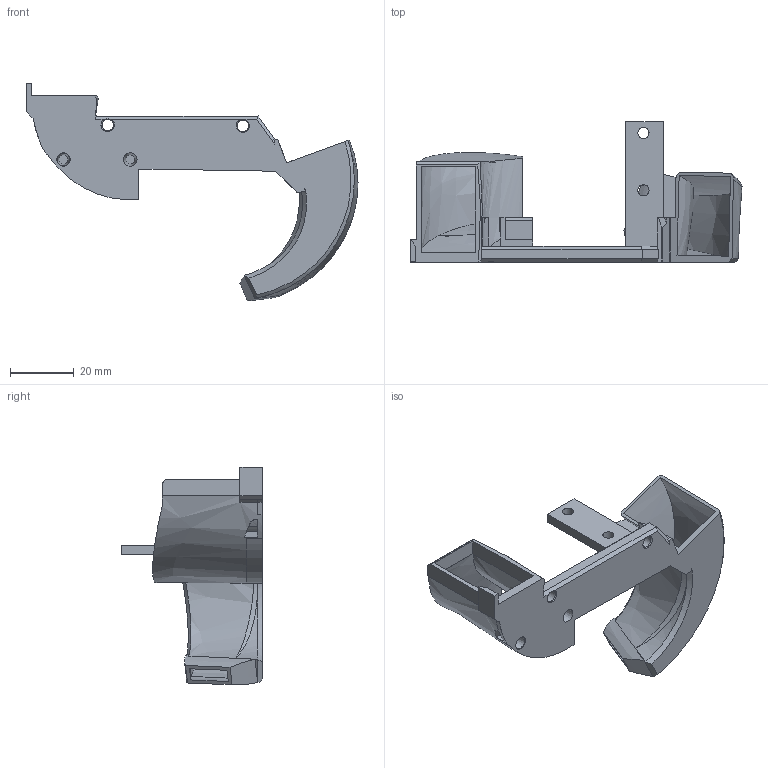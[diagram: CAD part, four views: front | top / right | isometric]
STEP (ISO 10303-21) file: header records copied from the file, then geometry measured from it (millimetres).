
FILE_DESCRIPTION(/* description */ ('','CAx-IF Rec.Pracs.---Representation and Presentation of Product Manufacturing Information (PMI)---4.0---2014-10-13'),/* implementation_level */ '2;1');
FILE_NAME(/* name */ 'Pellet-Extruder-Fan-Duct.step',/* time_stamp */ '2024-12-08T19:54:18+01:00',/* author */ (''),/* organization */ (''),/* preprocessor_version */ 'ST-DEVELOPER v20',/* originating_system */ 'Autodesk Translation Framework v13.20.0.188',/* authorisation */ '');
FILE_SCHEMA (('AP242_MANAGED_MODEL_BASED_3D_ENGINEERING_MIM_LF { 1 0 10303 442 1 1 4 }'));
Length unit declared in the file: millimetre
Products named in the file (1): Adapter Datei Gehäuse V5
Bounding box: 104.38 x 44.16 x 68.42 mm (x, y, z)
Volume: 18834.5 mm3; surface area: 19865.1 mm2
Topology: 1 solids, 1 shells, 189 faces, 559 edges, 368 vertices
Faces by surface type: plane 120, bspline 50, cylinder 14, cone 5
Full cylindrical faces by diameter (mm): 2.9 x2, 3.5 x2, 3.6 x2
Entity records: 9307 total; most frequent: CARTESIAN_POINT 4765, ORIENTED_EDGE 1118, DIRECTION 655, EDGE_CURVE 559, VERTEX_POINT 368, LINE 303, VECTOR 303, B_SPLINE_CURVE_WITH_KNOTS 218
